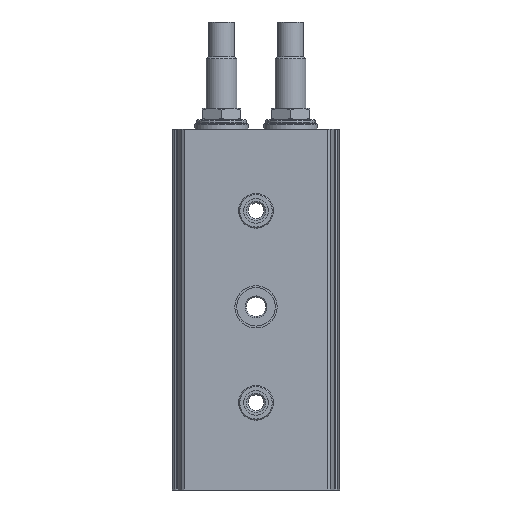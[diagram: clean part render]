
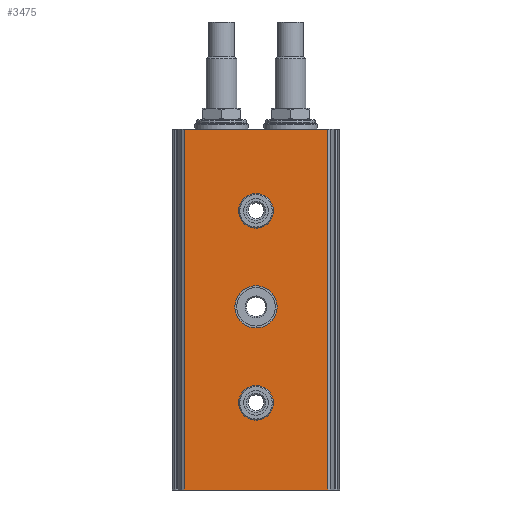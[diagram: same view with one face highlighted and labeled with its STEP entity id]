
A CAD part, front view. The second image highlights one B-rep face of the part: STEP entity #3475.
In plain terms, the highlighted planar face has unit normal (0, -1, 0).
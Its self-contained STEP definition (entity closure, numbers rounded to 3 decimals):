
#187=PLANE('',#3819);
#290=LINE('',#5479,#462);
#304=LINE('',#5540,#476);
#306=LINE('',#5549,#478);
#307=LINE('',#5551,#479);
#462=VECTOR('',#4335,1000.);
#476=VECTOR('',#4383,1000.);
#478=VECTOR('',#4393,1000.);
#479=VECTOR('',#4394,1000.);
#702=ORIENTED_EDGE('',*,*,#1584,.F.);
#703=ORIENTED_EDGE('',*,*,#1585,.F.);
#704=ORIENTED_EDGE('',*,*,#1586,.F.);
#705=ORIENTED_EDGE('',*,*,#1587,.T.);
#706=ORIENTED_EDGE('',*,*,#1588,.F.);
#707=ORIENTED_EDGE('',*,*,#1552,.F.);
#708=ORIENTED_EDGE('',*,*,#1582,.T.);
#1552=EDGE_CURVE('',#1997,#1998,#290,.T.);
#1582=EDGE_CURVE('',#1997,#2027,#304,.T.);
#1584=EDGE_CURVE('',#2028,#2028,#2361,.T.);
#1585=EDGE_CURVE('',#2029,#2029,#2362,.T.);
#1586=EDGE_CURVE('',#2030,#2030,#2363,.T.);
#1587=EDGE_CURVE('',#2027,#2031,#306,.T.);
#1588=EDGE_CURVE('',#1998,#2031,#307,.T.);
#1997=VERTEX_POINT('',#5478);
#1998=VERTEX_POINT('',#5480);
#2027=VERTEX_POINT('',#5539);
#2028=VERTEX_POINT('',#5544);
#2029=VERTEX_POINT('',#5546);
#2030=VERTEX_POINT('',#5548);
#2031=VERTEX_POINT('',#5550);
#2361=CIRCLE('',#3820,4.5);
#2362=CIRCLE('',#3821,4.5);
#2363=CIRCLE('',#3822,5.5);
#2563=EDGE_LOOP('',(#702));
#2564=EDGE_LOOP('',(#703));
#2565=EDGE_LOOP('',(#704));
#2566=EDGE_LOOP('',(#705,#706,#707,#708));
#2980=FACE_BOUND('',#2563,.T.);
#2981=FACE_BOUND('',#2564,.T.);
#2982=FACE_BOUND('',#2565,.T.);
#2983=FACE_BOUND('',#2566,.T.);
#3475=ADVANCED_FACE('',(#2980,#2981,#2982,#2983),#187,.F.);
#3819=AXIS2_PLACEMENT_3D('',#5542,#4385,#4386);
#3820=AXIS2_PLACEMENT_3D('',#5543,#4387,#4388);
#3821=AXIS2_PLACEMENT_3D('',#5545,#4389,#4390);
#3822=AXIS2_PLACEMENT_3D('',#5547,#4391,#4392);
#4335=DIRECTION('',(1.,0.,0.));
#4383=DIRECTION('',(0.,0.,-1.));
#4385=DIRECTION('',(0.,1.,0.));
#4386=DIRECTION('',(0.,0.,1.));
#4387=DIRECTION('',(0.,-1.,0.));
#4388=DIRECTION('',(0.,0.,-1.));
#4389=DIRECTION('',(0.,-1.,0.));
#4390=DIRECTION('',(0.,0.,-1.));
#4391=DIRECTION('',(0.,-1.,0.));
#4392=DIRECTION('',(0.,0.,-1.));
#4393=DIRECTION('',(1.,0.,0.));
#4394=DIRECTION('',(0.,0.,-1.));
#5478=CARTESIAN_POINT('',(-18.716,0.,46.2));
#5479=CARTESIAN_POINT('',(-18.716,0.,46.2));
#5480=CARTESIAN_POINT('',(18.716,0.,46.2));
#5539=CARTESIAN_POINT('',(-18.716,0.,-47.7));
#5540=CARTESIAN_POINT('',(-18.716,0.,46.2));
#5542=CARTESIAN_POINT('',(-18.716,0.,46.2));
#5543=CARTESIAN_POINT('',(0.,0.,25.));
#5544=CARTESIAN_POINT('',(0.,0.,20.5));
#5545=CARTESIAN_POINT('',(0.,0.,-25.));
#5546=CARTESIAN_POINT('',(0.,0.,-29.5));
#5547=CARTESIAN_POINT('',(0.,0.,0.));
#5548=CARTESIAN_POINT('',(0.,0.,-5.5));
#5549=CARTESIAN_POINT('',(-18.716,0.,-47.7));
#5550=CARTESIAN_POINT('',(18.716,0.,-47.7));
#5551=CARTESIAN_POINT('',(18.716,0.,46.2));
